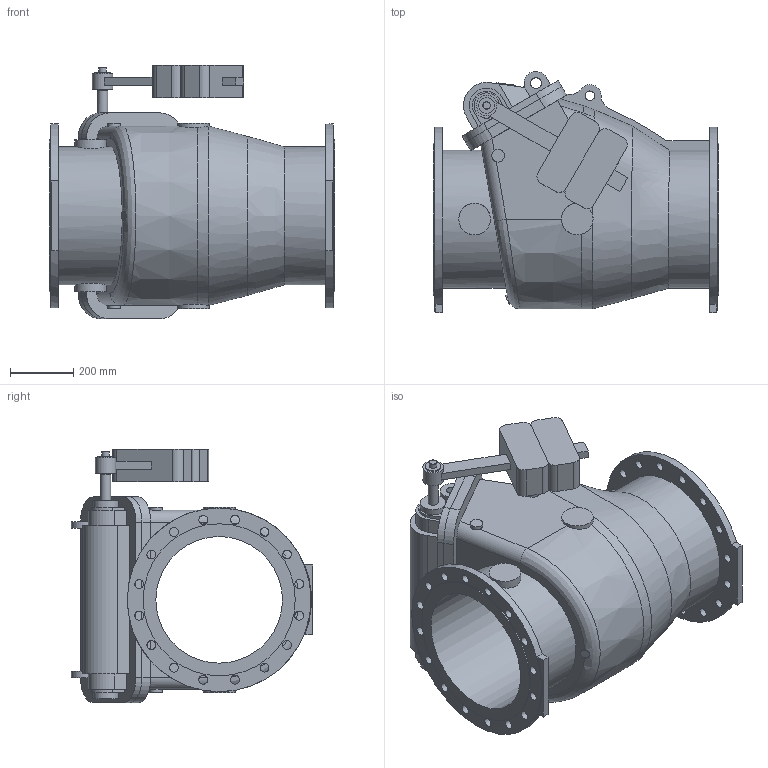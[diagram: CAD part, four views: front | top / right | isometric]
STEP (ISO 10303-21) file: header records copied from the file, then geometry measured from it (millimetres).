
FILE_DESCRIPTION (( 'STEP AP203' ), '1' );
FILE_NAME ('O_41_36_DN400_X0XXX_AA0.step', '2018-04-13T05:34:54', ( 'Windows User' ), ( 'AVK' ), 'SwSTEP 2.0', 'SolidWorks 2012', '' );
FILE_SCHEMA (( 'CONFIG_CONTROL_DESIGN' ));
Length unit declared in the file: inch
Products named in the file (1): O_41_36_DN400_X0XXX_AA0
Bounding box: 900 x 761.67 x 800.5 mm (x, y, z)
Volume: 125556556.8 mm3; surface area: 4096440 mm2
Topology: 1 solids, 1 shells, 253 faces, 695 edges, 470 vertices
Faces by surface type: plane 139, cylinder 94, bspline 13, torus 7
Full cylindrical faces by diameter (mm): 24 x1, 28 x32, 30 x2, 32 x1, 35 x2, 40 x4, 50 x1, 65 x1, 80 x2, 100 x4, 400 x1, 436 x1, 480 x2, 580 x2
Entity records: 23149 total; most frequent: CARTESIAN_POINT 17002, DIRECTION 1192, ORIENTED_EDGE 1184, EDGE_CURVE 592, AXIS2_PLACEMENT_3D 428, VERTEX_POINT 425, EDGE_LOOP 411, LINE 336
